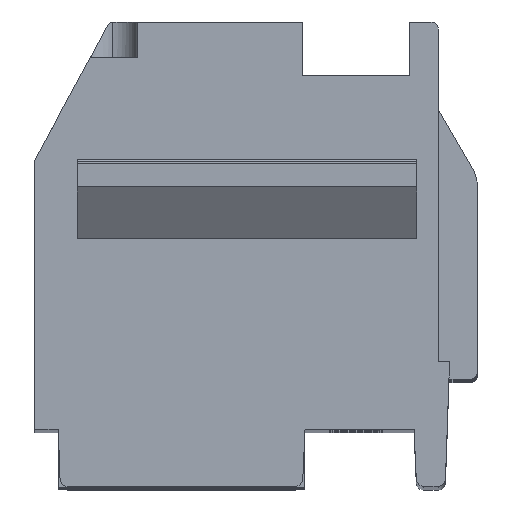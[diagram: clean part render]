
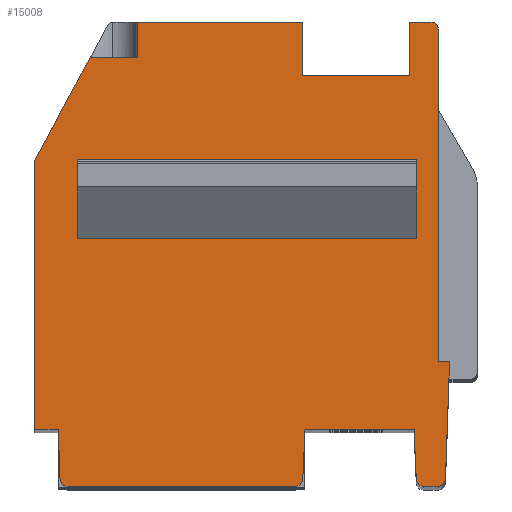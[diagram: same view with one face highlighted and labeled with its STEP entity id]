
A CAD part, top view. The second image highlights one B-rep face of the part: STEP entity #15008.
In plain terms, the highlighted planar face has unit normal (0, 0, 1).
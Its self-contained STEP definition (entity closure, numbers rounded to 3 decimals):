
#34=DIRECTION('',(0.,1.,0.));
#35=VECTOR('',#34,1.55);
#36=CARTESIAN_POINT('',(-5.188,0.15,57.5));
#37=LINE('',#36,#35);
#38=DIRECTION('',(-1.,0.,0.));
#39=VECTOR('',#38,9.5);
#40=CARTESIAN_POINT('',(4.312,0.15,57.5));
#41=LINE('',#40,#39);
#42=DIRECTION('',(0.,1.,0.));
#43=VECTOR('',#42,1.55);
#44=CARTESIAN_POINT('',(4.312,0.15,57.5));
#45=LINE('',#44,#43);
#46=DIRECTION('',(-1.,0.,0.));
#47=VECTOR('',#46,9.5);
#48=CARTESIAN_POINT('',(4.312,1.7,57.5));
#49=LINE('',#48,#47);
#50=DIRECTION('',(0.,-1.,0.));
#51=VECTOR('',#50,7.041);
#52=CARTESIAN_POINT('',(4.912,3.741,57.5));
#53=LINE('',#52,#51);
#54=DIRECTION('',(1.,0.,0.));
#55=VECTOR('',#54,0.32);
#56=CARTESIAN_POINT('',(4.912,-3.3,57.5));
#57=LINE('',#56,#55);
#58=DIRECTION('',(-0.035,-0.999,0.));
#59=VECTOR('',#58,0.502);
#60=CARTESIAN_POINT('',(5.232,-3.3,57.5));
#61=LINE('',#60,#59);
#62=DIRECTION('',(0.035,0.999,0.));
#63=VECTOR('',#62,2.807);
#64=CARTESIAN_POINT('',(5.116,-6.607,57.5));
#65=LINE('',#64,#63);
#66=CARTESIAN_POINT('',(4.916,-6.6,57.5));
#67=DIRECTION('',(0.,0.,-1.));
#68=DIRECTION('',(0.999,-0.035,0.));
#69=AXIS2_PLACEMENT_3D('',#66,#67,#68);
#71=DIRECTION('',(-1.,0.,0.));
#72=VECTOR('',#71,0.416);
#73=CARTESIAN_POINT('',(4.916,-6.8,57.5));
#74=LINE('',#73,#72);
#75=CARTESIAN_POINT('',(4.501,-6.6,57.5));
#76=DIRECTION('',(0.,0.,-1.));
#77=DIRECTION('',(0.,-1.,0.));
#78=AXIS2_PLACEMENT_3D('',#75,#76,#77);
#80=DIRECTION('',(-0.045,0.999,0.));
#81=VECTOR('',#80,1.411);
#82=CARTESIAN_POINT('',(4.301,-6.609,57.5));
#83=LINE('',#82,#81);
#84=DIRECTION('',(-1.,0.,0.));
#85=VECTOR('',#84,3.052);
#86=CARTESIAN_POINT('',(4.237,-5.2,57.5));
#87=LINE('',#86,#85);
#88=DIRECTION('',(0.045,0.999,0.));
#89=VECTOR('',#88,1.411);
#90=CARTESIAN_POINT('',(1.12,-6.609,57.5));
#91=LINE('',#90,#89);
#92=CARTESIAN_POINT('',(0.92,-6.6,57.5));
#93=DIRECTION('',(0.,0.,1.));
#94=DIRECTION('',(0.,-1.,0.));
#95=AXIS2_PLACEMENT_3D('',#92,#93,#94);
#97=DIRECTION('',(1.,0.,0.));
#98=VECTOR('',#97,6.396);
#99=CARTESIAN_POINT('',(-5.475,-6.8,57.5));
#100=LINE('',#99,#98);
#101=CARTESIAN_POINT('',(-5.475,-6.6,57.5));
#102=DIRECTION('',(0.,0.,1.));
#103=DIRECTION('',(-0.999,-0.035,0.));
#104=AXIS2_PLACEMENT_3D('',#101,#102,#103);
#106=DIRECTION('',(0.035,-0.999,0.));
#107=VECTOR('',#106,1.408);
#108=CARTESIAN_POINT('',(-5.724,-5.2,57.5));
#109=LINE('',#108,#107);
#110=DIRECTION('',(1.,0.,0.));
#111=VECTOR('',#110,0.664);
#112=CARTESIAN_POINT('',(-6.388,-5.2,57.5));
#113=LINE('',#112,#111);
#114=DIRECTION('',(0.,1.,0.));
#115=VECTOR('',#114,7.53);
#116=CARTESIAN_POINT('',(-6.388,-5.2,57.5));
#117=LINE('',#116,#115);
#118=DIRECTION('',(-0.477,-0.879,0.));
#119=VECTOR('',#118,3.266);
#120=CARTESIAN_POINT('',(-4.83,5.2,57.5));
#121=LINE('',#120,#119);
#122=DIRECTION('',(1.,0.,0.));
#123=VECTOR('',#122,1.316);
#124=CARTESIAN_POINT('',(-4.83,5.2,57.5));
#125=LINE('',#124,#123);
#126=DIRECTION('',(0.,1.,0.));
#127=VECTOR('',#126,1.);
#128=CARTESIAN_POINT('',(-3.514,5.2,57.5));
#129=LINE('',#128,#127);
#130=DIRECTION('',(-1.,0.,0.));
#131=VECTOR('',#130,4.626);
#132=CARTESIAN_POINT('',(1.112,6.2,57.5));
#133=LINE('',#132,#131);
#134=DIRECTION('',(0.,-1.,0.));
#135=VECTOR('',#134,1.5);
#136=CARTESIAN_POINT('',(1.112,6.2,57.5));
#137=LINE('',#136,#135);
#138=DIRECTION('',(1.,0.,0.));
#139=VECTOR('',#138,3.);
#140=CARTESIAN_POINT('',(1.112,4.7,57.5));
#141=LINE('',#140,#139);
#142=DIRECTION('',(0.,-1.,0.));
#143=VECTOR('',#142,1.5);
#144=CARTESIAN_POINT('',(4.112,6.2,57.5));
#145=LINE('',#144,#143);
#146=DIRECTION('',(-1.,0.,0.));
#147=VECTOR('',#146,0.6);
#148=CARTESIAN_POINT('',(4.712,6.2,57.5));
#149=LINE('',#148,#147);
#150=CARTESIAN_POINT('',(4.712,6.,57.5));
#151=DIRECTION('',(0.,0.,1.));
#152=DIRECTION('',(1.,0.,0.));
#153=AXIS2_PLACEMENT_3D('',#150,#151,#152);
#155=DIRECTION('',(0.,1.,0.));
#156=VECTOR('',#155,2.259);
#157=CARTESIAN_POINT('',(4.912,3.741,57.5));
#158=LINE('',#157,#156);
#11670=CARTESIAN_POINT('',(4.916,-6.8,57.5));
#11671=CARTESIAN_POINT('',(4.501,-6.8,57.5));
#11672=VERTEX_POINT('',#11670);
#11673=VERTEX_POINT('',#11671);
#11674=CARTESIAN_POINT('',(5.116,-6.607,57.5));
#11675=VERTEX_POINT('',#11674);
#11676=CARTESIAN_POINT('',(-6.388,-5.2,57.5));
#11677=CARTESIAN_POINT('',(-6.388,2.33,57.5));
#11678=VERTEX_POINT('',#11676);
#11679=VERTEX_POINT('',#11677);
#11680=CARTESIAN_POINT('',(4.301,-6.609,57.5));
#11681=CARTESIAN_POINT('',(4.237,-5.2,57.5));
#11682=VERTEX_POINT('',#11680);
#11683=VERTEX_POINT('',#11681);
#11717=CARTESIAN_POINT('',(-4.83,5.2,57.5));
#11718=CARTESIAN_POINT('',(-3.514,5.2,57.5));
#11719=VERTEX_POINT('',#11717);
#11720=VERTEX_POINT('',#11718);
#11721=CARTESIAN_POINT('',(-3.514,6.2,57.5));
#11722=VERTEX_POINT('',#11721);
#11768=CARTESIAN_POINT('',(-5.188,0.15,57.5));
#11769=CARTESIAN_POINT('',(-5.188,1.7,57.5));
#11770=VERTEX_POINT('',#11768);
#11771=VERTEX_POINT('',#11769);
#11772=CARTESIAN_POINT('',(4.312,0.15,57.5));
#11773=CARTESIAN_POINT('',(4.312,1.7,57.5));
#11774=VERTEX_POINT('',#11772);
#11775=VERTEX_POINT('',#11773);
#11828=CARTESIAN_POINT('',(4.912,6.,57.5));
#11829=CARTESIAN_POINT('',(4.712,6.2,57.5));
#11830=VERTEX_POINT('',#11828);
#11831=VERTEX_POINT('',#11829);
#11979=CARTESIAN_POINT('',(4.112,6.2,57.5));
#11980=CARTESIAN_POINT('',(4.112,4.7,57.5));
#11981=VERTEX_POINT('',#11979);
#11982=VERTEX_POINT('',#11980);
#11983=CARTESIAN_POINT('',(1.112,6.2,57.5));
#11984=CARTESIAN_POINT('',(1.112,4.7,57.5));
#11985=VERTEX_POINT('',#11983);
#11986=VERTEX_POINT('',#11984);
#12057=CARTESIAN_POINT('',(-5.675,-6.607,57.5));
#12058=CARTESIAN_POINT('',(-5.475,-6.8,57.5));
#12059=VERTEX_POINT('',#12057);
#12060=VERTEX_POINT('',#12058);
#12061=CARTESIAN_POINT('',(0.92,-6.8,57.5));
#12062=VERTEX_POINT('',#12061);
#12063=CARTESIAN_POINT('',(1.12,-6.609,57.5));
#12064=VERTEX_POINT('',#12063);
#12073=CARTESIAN_POINT('',(1.184,-5.2,57.5));
#12075=VERTEX_POINT('',#12073);
#12079=CARTESIAN_POINT('',(-5.724,-5.2,57.5));
#12080=VERTEX_POINT('',#12079);
#14931=CARTESIAN_POINT('',(4.912,3.741,57.5));
#14932=CARTESIAN_POINT('',(4.912,-3.3,57.5));
#14933=VERTEX_POINT('',#14931);
#14934=VERTEX_POINT('',#14932);
#14935=CARTESIAN_POINT('',(5.232,-3.3,57.5));
#14936=VERTEX_POINT('',#14935);
#14937=CARTESIAN_POINT('',(5.214,-3.802,57.5));
#14938=VERTEX_POINT('',#14937);
#14939=CARTESIAN_POINT('',(0.,0.,57.5));
#14940=DIRECTION('',(0.,0.,1.));
#14941=DIRECTION('',(1.,0.,0.));
#14942=AXIS2_PLACEMENT_3D('',#14939,#14940,#14941);
#14943=PLANE('',#14942);
#14945=ORIENTED_EDGE('',*,*,#14944,.T.);
#14947=ORIENTED_EDGE('',*,*,#14946,.T.);
#14949=ORIENTED_EDGE('',*,*,#14948,.T.);
#14951=ORIENTED_EDGE('',*,*,#14950,.F.);
#14953=ORIENTED_EDGE('',*,*,#14952,.T.);
#14955=ORIENTED_EDGE('',*,*,#14954,.T.);
#14957=ORIENTED_EDGE('',*,*,#14956,.T.);
#14959=ORIENTED_EDGE('',*,*,#14958,.T.);
#14961=ORIENTED_EDGE('',*,*,#14960,.T.);
#14963=ORIENTED_EDGE('',*,*,#14962,.F.);
#14965=ORIENTED_EDGE('',*,*,#14964,.F.);
#14967=ORIENTED_EDGE('',*,*,#14966,.F.);
#14969=ORIENTED_EDGE('',*,*,#14968,.F.);
#14971=ORIENTED_EDGE('',*,*,#14970,.F.);
#14973=ORIENTED_EDGE('',*,*,#14972,.F.);
#14975=ORIENTED_EDGE('',*,*,#14974,.T.);
#14977=ORIENTED_EDGE('',*,*,#14976,.F.);
#14979=ORIENTED_EDGE('',*,*,#14978,.T.);
#14981=ORIENTED_EDGE('',*,*,#14980,.T.);
#14983=ORIENTED_EDGE('',*,*,#14982,.F.);
#14985=ORIENTED_EDGE('',*,*,#14984,.T.);
#14987=ORIENTED_EDGE('',*,*,#14986,.T.);
#14989=ORIENTED_EDGE('',*,*,#14988,.F.);
#14991=ORIENTED_EDGE('',*,*,#14990,.F.);
#14993=ORIENTED_EDGE('',*,*,#14992,.F.);
#14995=ORIENTED_EDGE('',*,*,#14994,.F.);
#14996=EDGE_LOOP('',(#14945,#14947,#14949,#14951,#14953,#14955,#14957,#14959,
#14961,#14963,#14965,#14967,#14969,#14971,#14973,#14975,#14977,#14979,#14981,
#14983,#14985,#14987,#14989,#14991,#14993,#14995));
#14997=FACE_OUTER_BOUND('',#14996,.F.);
#14999=ORIENTED_EDGE('',*,*,#14998,.F.);
#15001=ORIENTED_EDGE('',*,*,#15000,.F.);
#15003=ORIENTED_EDGE('',*,*,#15002,.T.);
#15005=ORIENTED_EDGE('',*,*,#15004,.T.);
#15006=EDGE_LOOP('',(#14999,#15001,#15003,#15005));
#15007=FACE_BOUND('',#15006,.F.);
#70=CIRCLE('',#69,0.2);
#79=CIRCLE('',#78,0.2);
#96=CIRCLE('',#95,0.2);
#105=CIRCLE('',#104,0.2);
#154=CIRCLE('',#153,0.2);
#14944=EDGE_CURVE('',#14933,#14934,#53,.T.);
#14946=EDGE_CURVE('',#14934,#14936,#57,.T.);
#14948=EDGE_CURVE('',#14936,#14938,#61,.T.);
#14950=EDGE_CURVE('',#11675,#14938,#65,.T.);
#14952=EDGE_CURVE('',#11675,#11672,#70,.T.);
#14954=EDGE_CURVE('',#11672,#11673,#74,.T.);
#14956=EDGE_CURVE('',#11673,#11682,#79,.T.);
#14958=EDGE_CURVE('',#11682,#11683,#83,.T.);
#14960=EDGE_CURVE('',#11683,#12075,#87,.T.);
#14962=EDGE_CURVE('',#12064,#12075,#91,.T.);
#14964=EDGE_CURVE('',#12062,#12064,#96,.T.);
#14966=EDGE_CURVE('',#12060,#12062,#100,.T.);
#14968=EDGE_CURVE('',#12059,#12060,#105,.T.);
#14970=EDGE_CURVE('',#12080,#12059,#109,.T.);
#14972=EDGE_CURVE('',#11678,#12080,#113,.T.);
#14974=EDGE_CURVE('',#11678,#11679,#117,.T.);
#14976=EDGE_CURVE('',#11719,#11679,#121,.T.);
#14978=EDGE_CURVE('',#11719,#11720,#125,.T.);
#14980=EDGE_CURVE('',#11720,#11722,#129,.T.);
#14982=EDGE_CURVE('',#11985,#11722,#133,.T.);
#14984=EDGE_CURVE('',#11985,#11986,#137,.T.);
#14986=EDGE_CURVE('',#11986,#11982,#141,.T.);
#14988=EDGE_CURVE('',#11981,#11982,#145,.T.);
#14990=EDGE_CURVE('',#11831,#11981,#149,.T.);
#14992=EDGE_CURVE('',#11830,#11831,#154,.T.);
#14994=EDGE_CURVE('',#14933,#11830,#158,.T.);
#14998=EDGE_CURVE('',#11770,#11771,#37,.T.);
#15000=EDGE_CURVE('',#11774,#11770,#41,.T.);
#15002=EDGE_CURVE('',#11774,#11775,#45,.T.);
#15004=EDGE_CURVE('',#11775,#11771,#49,.T.);
#15008=ADVANCED_FACE('',(#14997,#15007),#14943,.T.);
